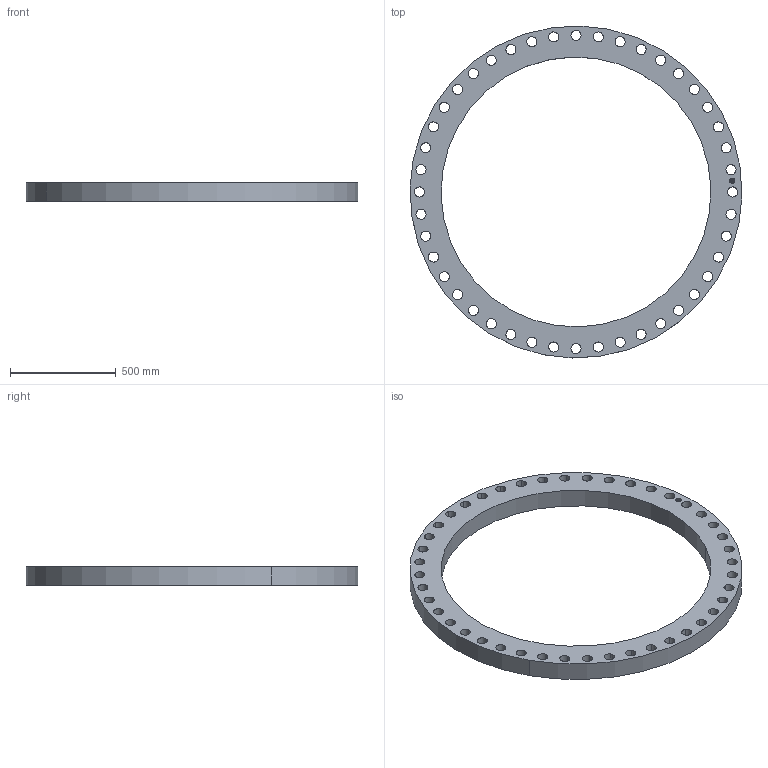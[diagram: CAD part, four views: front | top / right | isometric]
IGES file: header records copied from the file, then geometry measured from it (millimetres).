
Start section: START RECORD GO HERE.
Global section: file name: 50-5E-RING-FF-AWWA-FLANGE.igs; native system: DASSAULT SYSTEMES CATIA V5 R20 - www.3ds.com; preprocessor: CATIA Version 5 Release 20 SP 6 ; author: Texas Flange; organization: ; date: 20130922.155519; units: inch
Bounding box: 1568.01 x 1568.01 x 88.9 mm (x, y, z)
Volume: 51322916.9 mm3; surface area: 2534083.5 mm2
Topology: 1 solids, 1 shells, 479 faces, 1380 edges, 920 vertices
Faces by surface type: plane 367, revolution 112
